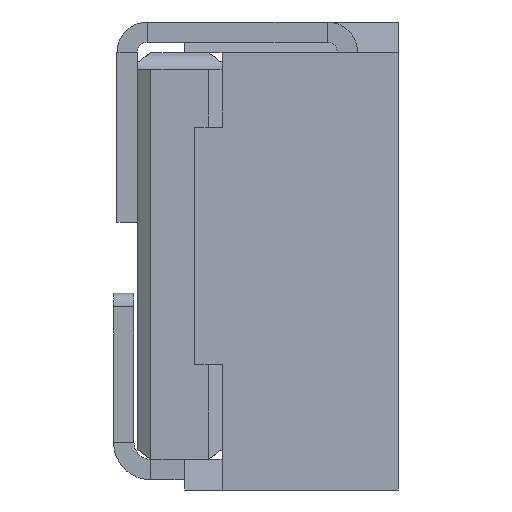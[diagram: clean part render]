
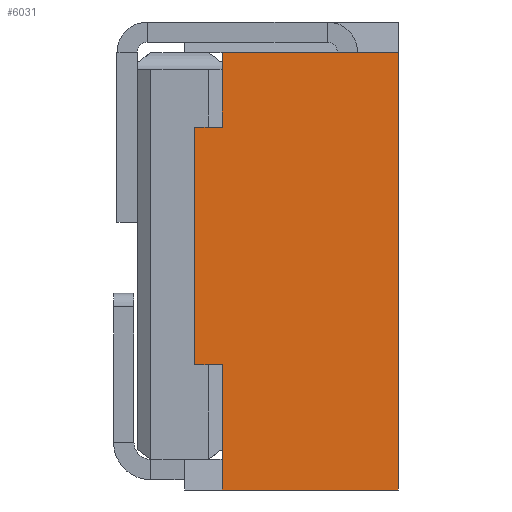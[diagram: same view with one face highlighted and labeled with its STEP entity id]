
A CAD part, left-side view. The second image highlights one B-rep face of the part: STEP entity #6031.
In plain terms, the highlighted planar face has unit normal (-1, 0, 0).
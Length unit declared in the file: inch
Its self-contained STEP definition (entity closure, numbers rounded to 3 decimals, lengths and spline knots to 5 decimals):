
#480=DIRECTION('',(0.,0.,-1.));
#481=VECTOR('',#480,0.022);
#482=CARTESIAN_POINT('',(-0.065,0.052,0.057));
#483=LINE('',#482,#481);
#496=DIRECTION('',(0.,0.,-1.));
#497=VECTOR('',#496,0.037);
#498=CARTESIAN_POINT('',(-0.065,0.052,-0.035));
#499=LINE('',#498,#497);
#717=DIRECTION('',(0.,1.,0.));
#718=VECTOR('',#717,0.008);
#719=CARTESIAN_POINT('',(-0.065,0.052,0.035));
#720=LINE('',#719,#718);
#1018=DIRECTION('',(0.,0.,1.));
#1019=VECTOR('',#1018,0.07);
#1020=CARTESIAN_POINT('',(-0.065,0.06,-0.035));
#1021=LINE('',#1020,#1019);
#1022=DIRECTION('',(0.,-1.,0.));
#1023=VECTOR('',#1022,0.052);
#1024=CARTESIAN_POINT('',(-0.065,0.052,0.057));
#1025=LINE('',#1024,#1023);
#1026=DIRECTION('',(0.,0.,-1.));
#1027=VECTOR('',#1026,0.129);
#1028=CARTESIAN_POINT('',(-0.065,0.,0.057));
#1029=LINE('',#1028,#1027);
#1030=DIRECTION('',(0.,1.,0.));
#1031=VECTOR('',#1030,0.008);
#1032=CARTESIAN_POINT('',(-0.065,0.052,-0.035));
#1033=LINE('',#1032,#1031);
#1034=DIRECTION('',(0.,-1.,0.));
#1035=VECTOR('',#1034,0.052);
#1036=CARTESIAN_POINT('',(-0.065,0.052,-0.072));
#1037=LINE('',#1036,#1035);
#3743=CARTESIAN_POINT('',(-0.065,0.,-0.072));
#3744=VERTEX_POINT('',#3743);
#3745=CARTESIAN_POINT('',(-0.065,0.,0.057));
#3746=VERTEX_POINT('',#3745);
#4207=CARTESIAN_POINT('',(-0.065,0.052,0.057));
#4208=VERTEX_POINT('',#4207);
#4209=CARTESIAN_POINT('',(-0.065,0.052,0.035));
#4210=VERTEX_POINT('',#4209);
#4215=CARTESIAN_POINT('',(-0.065,0.052,-0.035));
#4216=VERTEX_POINT('',#4215);
#4217=CARTESIAN_POINT('',(-0.065,0.052,-0.072));
#4218=VERTEX_POINT('',#4217);
#4235=CARTESIAN_POINT('',(-0.065,0.06,-0.035));
#4236=VERTEX_POINT('',#4235);
#4237=CARTESIAN_POINT('',(-0.065,0.06,0.035));
#4238=VERTEX_POINT('',#4237);
#6015=CARTESIAN_POINT('',(-0.065,0.03,-0.0075));
#6016=DIRECTION('',(1.,0.,0.));
#6017=DIRECTION('',(0.,0.,1.));
#6018=AXIS2_PLACEMENT_3D('',#6015,#6016,#6017);
#6019=PLANE('',#6018);
#6020=ORIENTED_EDGE('',*,*,#5617,.T.);
#6021=ORIENTED_EDGE('',*,*,#5632,.F.);
#6022=ORIENTED_EDGE('',*,*,#5288,.F.);
#6023=ORIENTED_EDGE('',*,*,#6001,.T.);
#6024=ORIENTED_EDGE('',*,*,#4888,.T.);
#6026=ORIENTED_EDGE('',*,*,#6025,.F.);
#6027=ORIENTED_EDGE('',*,*,#5296,.F.);
#6028=ORIENTED_EDGE('',*,*,#5601,.T.);
#6029=EDGE_LOOP('',(#6020,#6021,#6022,#6023,#6024,#6026,#6027,#6028));
#6030=FACE_OUTER_BOUND('',#6029,.F.);
#6031=ADVANCED_FACE('',(#6030),#6019,.F.);
#4888=EDGE_CURVE('',#3746,#3744,#1029,.T.);
#5288=EDGE_CURVE('',#4208,#4210,#483,.T.);
#5296=EDGE_CURVE('',#4216,#4218,#499,.T.);
#5601=EDGE_CURVE('',#4216,#4236,#1033,.T.);
#5617=EDGE_CURVE('',#4236,#4238,#1021,.T.);
#5632=EDGE_CURVE('',#4210,#4238,#720,.T.);
#6001=EDGE_CURVE('',#4208,#3746,#1025,.T.);
#6025=EDGE_CURVE('',#4218,#3744,#1037,.T.);
